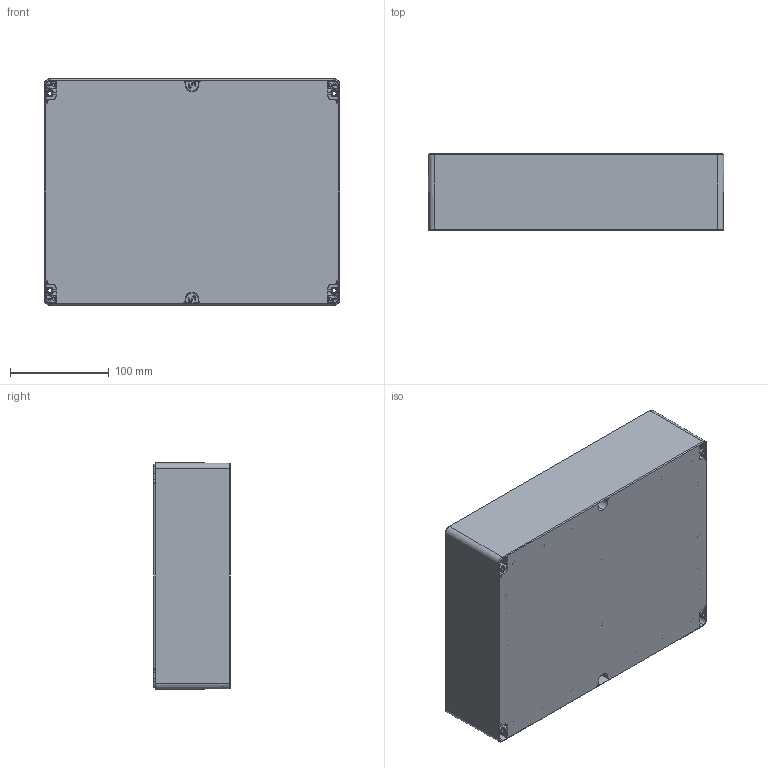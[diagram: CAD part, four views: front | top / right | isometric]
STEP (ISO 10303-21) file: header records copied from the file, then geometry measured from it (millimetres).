
FILE_DESCRIPTION (( 'STEP AP214' ), '1' );
FILE_NAME ('FIBOX_EU233008QB.STEP', '2015-11-10T05:33:17', ( '' ), ( '' ), 'SwSTEP 2.0', 'SolidWorks 2014', '' );
FILE_SCHEMA (( 'AUTOMOTIVE_DESIGN' ));
Length unit declared in the file: millimetre
Products named in the file (1): FIBOX_EU233008QB
Bounding box: 299.97 x 78 x 229.97 mm (x, y, z)
Volume: 538024.8 mm3; surface area: 330529.7 mm2
Topology: 1 solids, 1 shells, 516 faces, 1366 edges, 904 vertices
Faces by surface type: plane 254, cylinder 194, cone 56, bspline 8, torus 4
Entity records: 16899 total; most frequent: CARTESIAN_POINT 3651, DIRECTION 2804, ORIENTED_EDGE 2732, EDGE_CURVE 1366, AXIS2_PLACEMENT_3D 1009, VERTEX_POINT 904, VECTOR 786, LINE 786
